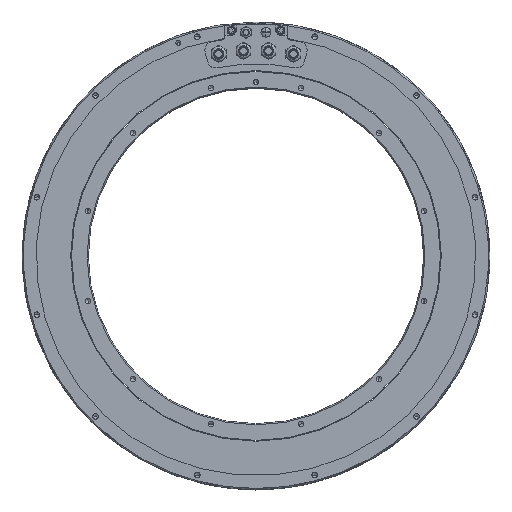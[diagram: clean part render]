
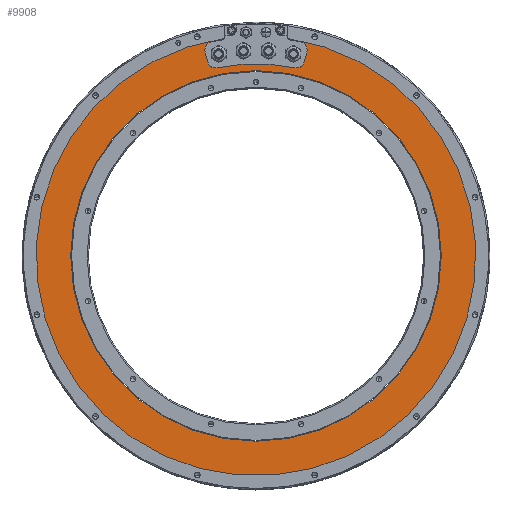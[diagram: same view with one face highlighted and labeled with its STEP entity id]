
A CAD part, top view. The second image highlights one B-rep face of the part: STEP entity #9908.
In plain terms, the highlighted planar face has unit normal (0, 0, 1).
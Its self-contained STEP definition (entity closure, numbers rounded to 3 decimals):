
#2692=CARTESIAN_POINT('',(0.,0.,-0.15));
#2693=DIRECTION('',(0.,0.,1.));
#2694=DIRECTION('',(-1.,0.,0.));
#2695=AXIS2_PLACEMENT_3D('',#2692,#2693,#2694);
#2706=CARTESIAN_POINT('',(0.,0.,-0.15));
#2707=DIRECTION('',(0.,0.,1.));
#2708=DIRECTION('',(1.,0.,0.));
#2709=AXIS2_PLACEMENT_3D('',#2706,#2707,#2708);
#2711=CARTESIAN_POINT('',(-42.5,265.621,-0.15));
#2712=DIRECTION('',(0.,0.,1.));
#2713=DIRECTION('',(0.158,-0.987,0.));
#2714=AXIS2_PLACEMENT_3D('',#2711,#2712,#2713);
#2716=CARTESIAN_POINT('',(0.,0.,-0.15));
#2717=DIRECTION('',(0.,0.,1.));
#2718=DIRECTION('',(-0.158,0.987,0.));
#2719=AXIS2_PLACEMENT_3D('',#2716,#2717,#2718);
#2721=CARTESIAN_POINT('',(-51.698,248.683,
-0.15));
#2722=DIRECTION('',(0.,0.,-1.));
#2723=DIRECTION('',(-0.97,-0.242,0.));
#2724=AXIS2_PLACEMENT_3D('',#2721,#2722,#2723);
#2726=DIRECTION('',(0.242,-0.97,0.));
#2727=VECTOR('',#2726,12.01);
#2728=CARTESIAN_POINT('',(-61.401,246.264,
-0.15));
#2729=LINE('',#2728,#2727);
#2730=CARTESIAN_POINT('',(-48.792,237.03,
-0.15));
#2731=DIRECTION('',(0.,0.,-1.));
#2732=DIRECTION('',(0.202,-0.979,0.));
#2733=AXIS2_PLACEMENT_3D('',#2730,#2731,#2732);
#2735=CARTESIAN_POINT('',(0.,0.,-0.15));
#2736=DIRECTION('',(0.,0.,1.));
#2737=DIRECTION('',(0.202,0.979,0.));
#2738=AXIS2_PLACEMENT_3D('',#2735,#2736,#2737);
#2740=CARTESIAN_POINT('',(48.792,237.03,
-0.15));
#2741=DIRECTION('',(0.,0.,-1.));
#2742=DIRECTION('',(0.97,-0.242,0.));
#2743=AXIS2_PLACEMENT_3D('',#2740,#2741,#2742);
#2745=DIRECTION('',(0.242,0.97,0.));
#2746=VECTOR('',#2745,12.01);
#2747=CARTESIAN_POINT('',(58.495,234.611,
-0.15));
#2748=LINE('',#2747,#2746);
#2749=CARTESIAN_POINT('',(51.698,248.683,
-0.15));
#2750=DIRECTION('',(0.,0.,-1.));
#2751=DIRECTION('',(0.204,0.979,0.));
#2752=AXIS2_PLACEMENT_3D('',#2749,#2750,#2751);
#2754=CARTESIAN_POINT('',(0.,0.,-0.15));
#2755=DIRECTION('',(0.,0.,1.));
#2756=DIRECTION('',(0.204,0.979,0.));
#2757=AXIS2_PLACEMENT_3D('',#2754,#2755,#2756);
#2759=CARTESIAN_POINT('',(42.5,265.621,-0.15));
#2760=DIRECTION('',(0.,0.,1.));
#2761=DIRECTION('',(-0.812,-0.584,0.));
#2762=AXIS2_PLACEMENT_3D('',#2759,#2760,#2761);
#2823=CARTESIAN_POINT('',(0.,0.,-0.15));
#2824=DIRECTION('',(0.,0.,1.));
#2825=DIRECTION('',(-0.145,0.989,0.));
#2826=AXIS2_PLACEMENT_3D('',#2823,#2824,#2825);
#5183=CARTESIAN_POINT('',(-223.75,0.,-0.15));
#5184=CARTESIAN_POINT('',(223.75,0.,-0.15));
#5185=VERTEX_POINT('',#5183);
#5186=VERTEX_POINT('',#5184);
#5263=CARTESIAN_POINT('',(46.776,227.236,
-0.15));
#5264=CARTESIAN_POINT('',(-46.776,227.236,
-0.15));
#5265=VERTEX_POINT('',#5263);
#5266=VERTEX_POINT('',#5264);
#5267=CARTESIAN_POINT('',(58.495,234.611,
-0.15));
#5268=CARTESIAN_POINT('',(61.401,246.264,
-0.15));
#5269=VERTEX_POINT('',#5267);
#5270=VERTEX_POINT('',#5268);
#5271=CARTESIAN_POINT('',(-61.401,246.264,
-0.15));
#5272=CARTESIAN_POINT('',(-58.495,234.611,
-0.15));
#5273=VERTEX_POINT('',#5271);
#5274=VERTEX_POINT('',#5272);
#5275=CARTESIAN_POINT('',(-53.733,258.474,
-0.15));
#5276=VERTEX_POINT('',#5275);
#5277=CARTESIAN_POINT('',(53.733,258.474,
-0.15));
#5278=VERTEX_POINT('',#5277);
#5951=CARTESIAN_POINT('',(38.441,262.702,
-0.15));
#5953=VERTEX_POINT('',#5951);
#5955=CARTESIAN_POINT('',(-38.441,262.702,
-0.15));
#5957=VERTEX_POINT('',#5955);
#5959=CARTESIAN_POINT('',(-41.71,260.684,
-0.15));
#5960=VERTEX_POINT('',#5959);
#5961=CARTESIAN_POINT('',(41.71,260.684,
-0.15));
#5962=VERTEX_POINT('',#5961);
#9873=CARTESIAN_POINT('',(0.,0.,-0.15));
#9874=DIRECTION('',(0.,0.,1.));
#9875=DIRECTION('',(1.,0.,0.));
#9876=AXIS2_PLACEMENT_3D('',#9873,#9874,#9875);
#9877=PLANE('',#9876);
#9879=ORIENTED_EDGE('',*,*,#9878,.F.);
#9881=ORIENTED_EDGE('',*,*,#9880,.T.);
#9883=ORIENTED_EDGE('',*,*,#9882,.F.);
#9885=ORIENTED_EDGE('',*,*,#9884,.T.);
#9887=ORIENTED_EDGE('',*,*,#9886,.F.);
#9889=ORIENTED_EDGE('',*,*,#9888,.F.);
#9891=ORIENTED_EDGE('',*,*,#9890,.F.);
#9893=ORIENTED_EDGE('',*,*,#9892,.T.);
#9895=ORIENTED_EDGE('',*,*,#9894,.F.);
#9897=ORIENTED_EDGE('',*,*,#9896,.T.);
#9899=ORIENTED_EDGE('',*,*,#9898,.F.);
#9901=ORIENTED_EDGE('',*,*,#9900,.F.);
#9902=EDGE_LOOP('',(#9879,#9881,#9883,#9885,#9887,#9889,#9891,#9893,#9895,#9897,
#9899,#9901));
#9903=FACE_OUTER_BOUND('',#9902,.F.);
#9904=ORIENTED_EDGE('',*,*,#9853,.T.);
#9905=ORIENTED_EDGE('',*,*,#9867,.T.);
#9906=EDGE_LOOP('',(#9904,#9905));
#9907=FACE_BOUND('',#9906,.F.);
#2696=CIRCLE('',#2695,223.75);
#2710=CIRCLE('',#2709,223.75);
#2715=CIRCLE('',#2714,5.);
#2720=CIRCLE('',#2719,264.);
#2725=CIRCLE('',#2724,10.);
#2734=CIRCLE('',#2733,10.);
#2739=CIRCLE('',#2738,232.);
#2744=CIRCLE('',#2743,10.);
#2753=CIRCLE('',#2752,10.);
#2758=CIRCLE('',#2757,264.);
#2763=CIRCLE('',#2762,5.);
#2827=CIRCLE('',#2826,265.5);
#9853=EDGE_CURVE('',#5185,#5186,#2696,.T.);
#9867=EDGE_CURVE('',#5186,#5185,#2710,.T.);
#9878=EDGE_CURVE('',#5960,#5957,#2715,.T.);
#9880=EDGE_CURVE('',#5960,#5276,#2720,.T.);
#9882=EDGE_CURVE('',#5273,#5276,#2725,.T.);
#9884=EDGE_CURVE('',#5273,#5274,#2729,.T.);
#9886=EDGE_CURVE('',#5266,#5274,#2734,.T.);
#9888=EDGE_CURVE('',#5265,#5266,#2739,.T.);
#9890=EDGE_CURVE('',#5269,#5265,#2744,.T.);
#9892=EDGE_CURVE('',#5269,#5270,#2748,.T.);
#9894=EDGE_CURVE('',#5278,#5270,#2753,.T.);
#9896=EDGE_CURVE('',#5278,#5962,#2758,.T.);
#9898=EDGE_CURVE('',#5953,#5962,#2763,.T.);
#9900=EDGE_CURVE('',#5957,#5953,#2827,.T.);
#9908=ADVANCED_FACE('',(#9903,#9907),#9877,.T.);
